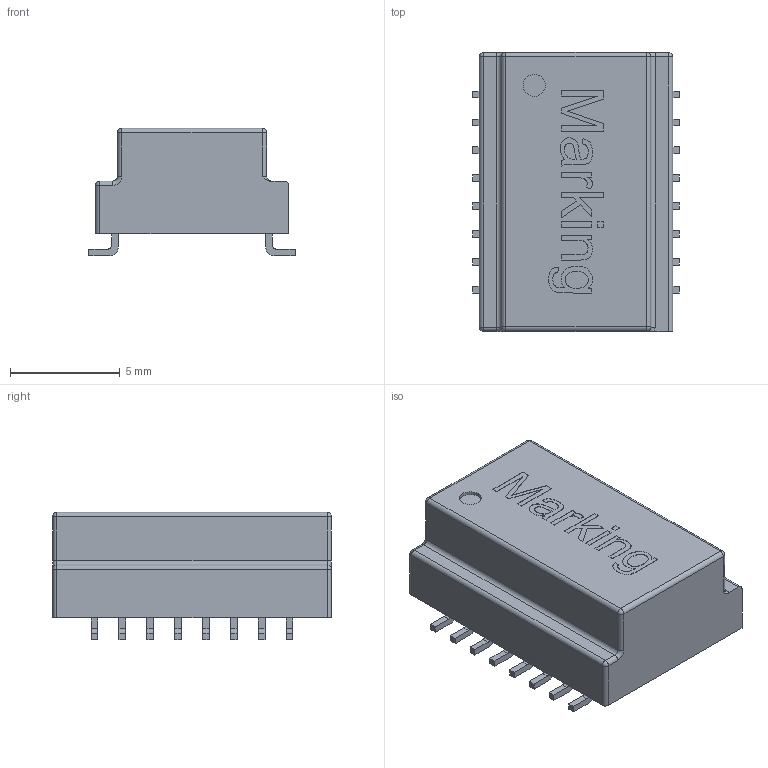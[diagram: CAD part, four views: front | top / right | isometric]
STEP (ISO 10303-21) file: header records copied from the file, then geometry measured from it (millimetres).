
FILE_DESCRIPTION(/* description */ ('Unknown'),/* implementation_level */ '2;1');
FILE_NAME(/* name */ 'T_Wurth_WE-LAN_7490140117C',/* time_stamp */ '2025-08-26T17:25:22+08:00',/* author */ ('Unknown'),/* organization */ ('Unknown'),/* preprocessor_version */ 'ST-DEVELOPER v19.4',/* originating_system */ 'Solid Edge',/* authorisation */ 'Unknown');
FILE_SCHEMA (('AUTOMOTIVE_DESIGN {1 0 10303 214 3 1 1}'));
Length unit declared in the file: millimetre
Products named in the file (2): T_Wurth_WE-LAN_7490140117C
Assembly tree (1 placements, depth 2):
  T_Wurth_WE-LAN_7490140117C
    T_Wurth_WE-LAN_7490140117C
Bounding box: 9.4 x 12.7 x 5.8 mm (x, y, z)
Volume: 217.5 mm3; surface area: 589.6 mm2
Topology: 1 solids, 1 shells, 262 faces, 669 edges, 437 vertices
Faces by surface type: plane 184, cylinder 52, bspline 15, sphere 7, torus 4
Full cylindrical faces by diameter (mm): 1 x1
Entity records: 10370 total; most frequent: CARTESIAN_POINT 2352, ORIENTED_EDGE 1332, DIRECTION 1143, EDGE_CURVE 666, VERTEX_POINT 436, LINE 433, VECTOR 433, AXIS2_PLACEMENT_3D 355
